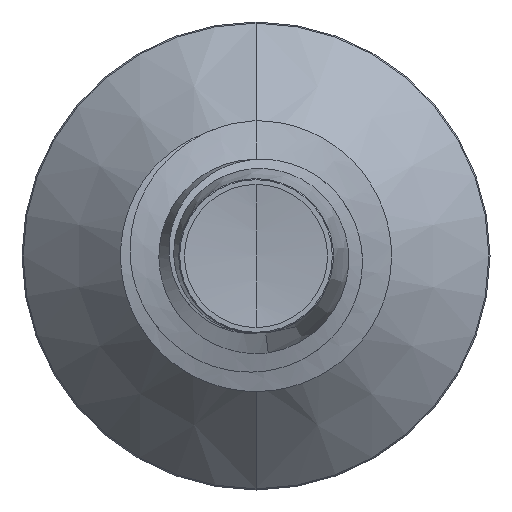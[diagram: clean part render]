
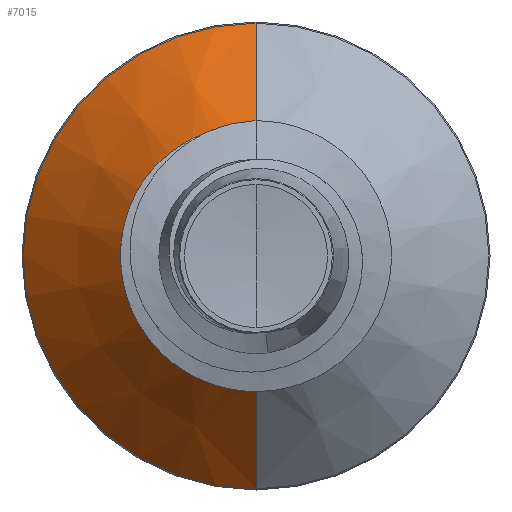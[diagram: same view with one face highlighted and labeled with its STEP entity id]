
A CAD part, front view. The second image highlights one B-rep face of the part: STEP entity #7015.
In plain terms, the highlighted conical face has half-angle 45 degrees and reference radius 1.034 mm.
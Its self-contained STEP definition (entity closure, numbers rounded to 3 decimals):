
#60 = VECTOR ( 'NONE', #4616, 1000. ) ;
#1139 = VECTOR ( 'NONE', #3697, 1000. ) ;
#1230 = FACE_OUTER_BOUND ( 'NONE', #4244, .T. ) ;
#1241 = DIRECTION ( 'NONE',  ( 0., 1., 0. ) ) ;
#1294 = VERTEX_POINT ( 'NONE', #5412 ) ;
#2061 = CIRCLE ( 'NONE', #3517, 1.89 ) ;
#2078 = LINE ( 'NONE', #9109, #60 ) ;
#2284 = DIRECTION ( 'NONE',  ( 0., 1., 0. ) ) ;
#2600 = DIRECTION ( 'NONE',  ( 0., 1., 0. ) ) ;
#2841 = EDGE_CURVE ( 'NONE', #7236, #2889, #2078, .T. ) ;
#2889 = VERTEX_POINT ( 'NONE', #6185 ) ;
#3039 = DIRECTION ( 'NONE',  ( 0., 0., 1. ) ) ;
#3517 = AXIS2_PLACEMENT_3D ( 'NONE', #5776, #1241, #6532 ) ;
#3697 = DIRECTION ( 'NONE',  ( 0., 0.707, -0.707 ) ) ;
#4085 = AXIS2_PLACEMENT_3D ( 'NONE', #8326, #2284, #3039 ) ;
#4244 = EDGE_LOOP ( 'NONE', ( #9542, #8187, #7861, #6281 ) ) ;
#4361 = EDGE_CURVE ( 'NONE', #1294, #6275, #8904, .T. ) ;
#4616 = DIRECTION ( 'NONE',  ( 0., 0.707, 0.707 ) ) ;
#5412 = CARTESIAN_POINT ( 'NONE',  ( 0., 1.284, -1.034 ) ) ;
#5457 = AXIS2_PLACEMENT_3D ( 'NONE', #7138, #2600, #7888 ) ;
#5776 = CARTESIAN_POINT ( 'NONE',  ( 0., 2.14, 0. ) ) ;
#6185 = CARTESIAN_POINT ( 'NONE',  ( 0., 2.14, 1.89 ) ) ;
#6275 = VERTEX_POINT ( 'NONE', #7899 ) ;
#6281 = ORIENTED_EDGE ( 'NONE', *, *, #7924, .F. ) ;
#6532 = DIRECTION ( 'NONE',  ( 0., 0., 1. ) ) ;
#6776 = CONICAL_SURFACE ( 'NONE', #4085, 1.034, 0.785 ) ;
#7015 = ADVANCED_FACE ( 'NONE', ( #1230 ), #6776, .T. ) ;
#7138 = CARTESIAN_POINT ( 'NONE',  ( 0., 1.284, 0. ) ) ;
#7236 = VERTEX_POINT ( 'NONE', #7817 ) ;
#7286 = EDGE_CURVE ( 'NONE', #1294, #7236, #8296, .T. ) ;
#7490 = CARTESIAN_POINT ( 'NONE',  ( 0., 1.284, -1.034 ) ) ;
#7817 = CARTESIAN_POINT ( 'NONE',  ( 0., 1.284, 1.034 ) ) ;
#7861 = ORIENTED_EDGE ( 'NONE', *, *, #2841, .T. ) ;
#7888 = DIRECTION ( 'NONE',  ( 0., 0., 1. ) ) ;
#7899 = CARTESIAN_POINT ( 'NONE',  ( 0., 2.14, -1.89 ) ) ;
#7924 = EDGE_CURVE ( 'NONE', #6275, #2889, #2061, .T. ) ;
#8187 = ORIENTED_EDGE ( 'NONE', *, *, #7286, .T. ) ;
#8296 = CIRCLE ( 'NONE', #5457, 1.034 ) ;
#8326 = CARTESIAN_POINT ( 'NONE',  ( 0., 1.284, 0. ) ) ;
#8904 = LINE ( 'NONE', #7490, #1139 ) ;
#9109 = CARTESIAN_POINT ( 'NONE',  ( 0., 1.284, 1.034 ) ) ;
#9542 = ORIENTED_EDGE ( 'NONE', *, *, #4361, .F. ) ;
